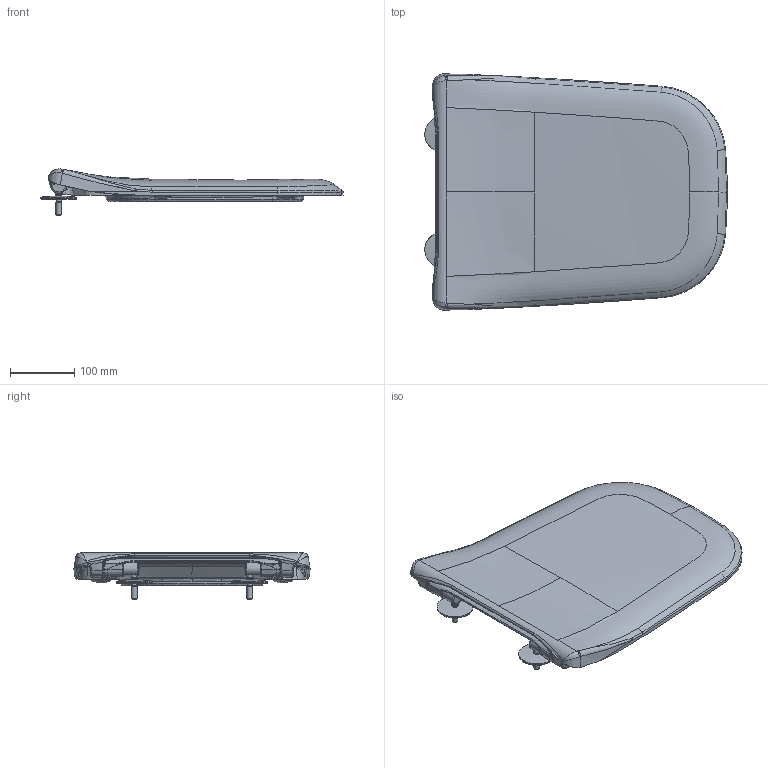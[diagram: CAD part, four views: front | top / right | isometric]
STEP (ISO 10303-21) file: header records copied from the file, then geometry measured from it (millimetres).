
FILE_DESCRIPTION(/* description */ (''),/* implementation_level */ '2;1');
FILE_NAME(/* name */ '9M62S1_WCS.stp',/* time_stamp */ '2021-10-27T11:32:17+02:00',/* author */ (''),/* organization */ (''),/* preprocessor_version */ 'ST-DEVELOPER v18.1',/* originating_system */ 'SIEMENS PLM Software NX 1973',/* authorisation */ '');
FILE_SCHEMA (('AUTOMOTIVE_DESIGN { 1 0 10303 214 3 1 1 1 }'));
Products named in the file (1): Muel31F80039mfhe
Bounding box: 470.84 x 367.99 x 72.18 mm (x, y, z)
Volume: 1477790 mm3; surface area: 567985.4 mm2
Topology: 10 solids, 10 shells, 629 faces, 1529 edges, 898 vertices
Faces by surface type: bspline 390, cylinder 101, cone 43, plane 36, torus 29, sphere 20, extrusion 10
Full cylindrical faces by diameter (mm): 8 x4, 8.85 x2, 9 x2, 9.1 x2, 10 x2, 18 x2, 21.9 x2
Entity records: 72310 total; most frequent: CARTESIAN_POINT 61382, ORIENTED_EDGE 2866, EDGE_CURVE 1433, DIRECTION 1290, VERTEX_POINT 865, B_SPLINE_CURVE_WITH_KNOTS 715, EDGE_LOOP 680, ADVANCED_FACE 629
